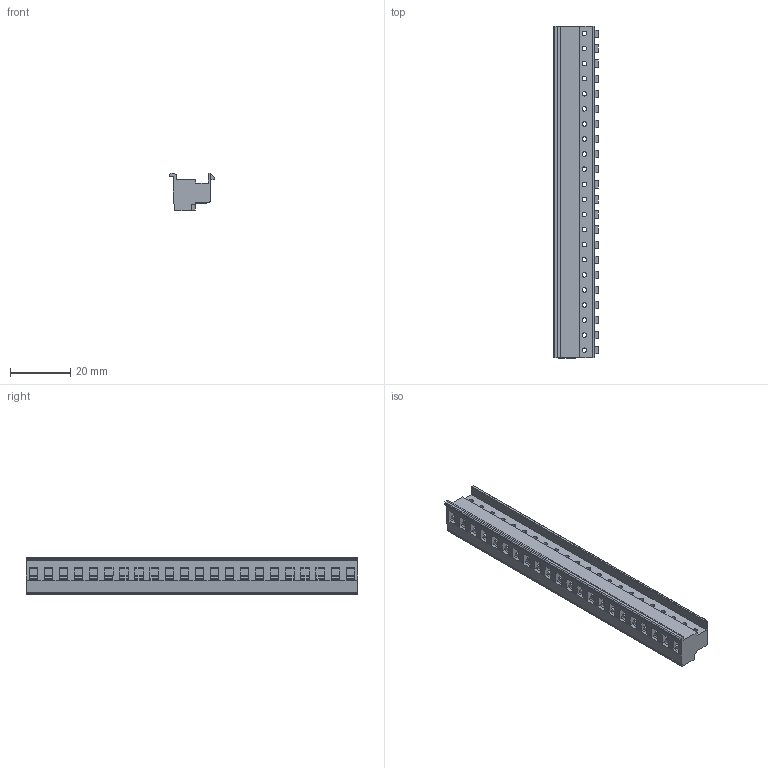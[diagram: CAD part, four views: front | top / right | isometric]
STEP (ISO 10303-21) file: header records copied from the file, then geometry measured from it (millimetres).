
FILE_DESCRIPTION((''),'2;1');
FILE_NAME('TL219-XXP-XC','2024-11-20T15:37:22',('sheji'),(''),'CREO PARAMETRIC BY PTC INC, 2018100','CREO PARAMETRIC BY PTC INC, 2018100','');
FILE_SCHEMA(('CONFIG_CONTROL_DESIGN'));
Length unit declared in the file: millimetre
Products named in the file (1): TL219-XXP-XC
Bounding box: 14.7 x 110 x 12.35 mm (x, y, z)
Volume: 11135.2 mm3; surface area: 8833.7 mm2
Topology: 1 solids, 1 shells, 1084 faces, 3180 edges, 2120 vertices
Faces by surface type: plane 791, cylinder 293
Entity records: 36254 total; most frequent: CARTESIAN_POINT 6746, ORIENTED_EDGE 6360, DIRECTION 5956, EDGE_CURVE 3180, VECTOR 2440, LINE 2440, VERTEX_POINT 2120, AXIS2_PLACEMENT_3D 1758
